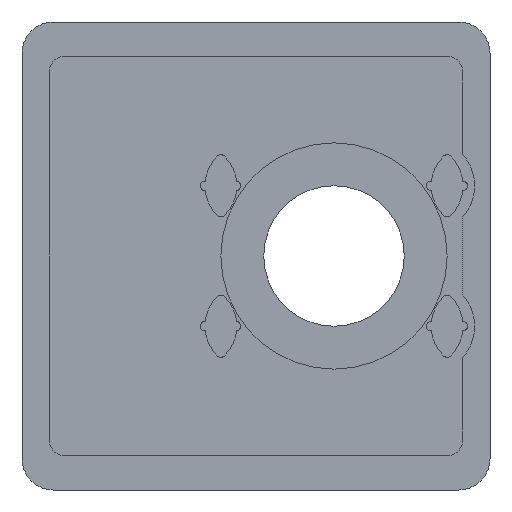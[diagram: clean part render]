
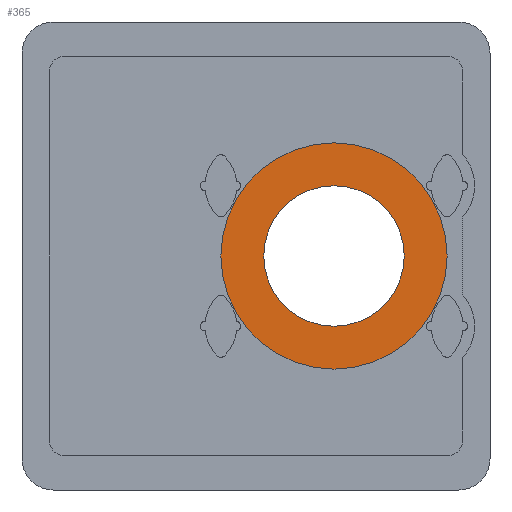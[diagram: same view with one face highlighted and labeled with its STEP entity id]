
A CAD part, left-side view. The second image highlights one B-rep face of the part: STEP entity #365.
In plain terms, the highlighted planar face has unit normal (-1, 0, 0).
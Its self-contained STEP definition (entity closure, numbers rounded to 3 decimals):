
#29 = FACE_OUTER_BOUND ( 'NONE', #286, .T. ) ;
#72 = CARTESIAN_POINT ( 'NONE',  ( 0., 7.25, 0. ) ) ;
#92 = ORIENTED_EDGE ( 'NONE', *, *, #676, .T. ) ;
#274 = DIRECTION ( 'NONE',  ( 1., 0., 0. ) ) ;
#286 = EDGE_LOOP ( 'NONE', ( #1937, #1005 ) ) ;
#365 = ADVANCED_FACE ( 'NONE', ( #29, #1219 ), #1645, .F. ) ;
#443 = CIRCLE ( 'NONE', #1954, 4.5 ) ;
#493 = DIRECTION ( 'NONE',  ( 0., -1., 0. ) ) ;
#656 = AXIS2_PLACEMENT_3D ( 'NONE', #1389, #2185, #1402 ) ;
#676 = EDGE_CURVE ( 'NONE', #843, #969, #1190, .T. ) ;
#765 = EDGE_CURVE ( 'NONE', #1445, #934, #2171, .T. ) ;
#802 = DIRECTION ( 'NONE',  ( 0., 1., 0. ) ) ;
#822 = DIRECTION ( 'NONE',  ( 1., 0., 0. ) ) ;
#843 = VERTEX_POINT ( 'NONE', #1206 ) ;
#852 = EDGE_CURVE ( 'NONE', #969, #843, #443, .T. ) ;
#934 = VERTEX_POINT ( 'NONE', #2361 ) ;
#969 = VERTEX_POINT ( 'NONE', #1387 ) ;
#976 = AXIS2_PLACEMENT_3D ( 'NONE', #2183, #1791, #493 ) ;
#1005 = ORIENTED_EDGE ( 'NONE', *, *, #765, .T. ) ;
#1055 = EDGE_CURVE ( 'NONE', #934, #1445, #1876, .T. ) ;
#1097 = CARTESIAN_POINT ( 'NONE',  ( 0., 0., 0. ) ) ;
#1180 = ORIENTED_EDGE ( 'NONE', *, *, #852, .T. ) ;
#1190 = CIRCLE ( 'NONE', #1569, 4.5 ) ;
#1206 = CARTESIAN_POINT ( 'NONE',  ( 0., 4.5, 0. ) ) ;
#1219 = FACE_BOUND ( 'NONE', #1697, .T. ) ;
#1261 = CARTESIAN_POINT ( 'NONE',  ( 0., -7.975, -7.975 ) ) ;
#1277 = DIRECTION ( 'NONE',  ( 0., 1., 0. ) ) ;
#1387 = CARTESIAN_POINT ( 'NONE',  ( 0., -4.5, 0. ) ) ;
#1389 = CARTESIAN_POINT ( 'NONE',  ( 0., 0., 0. ) ) ;
#1402 = DIRECTION ( 'NONE',  ( 0., -1., 0. ) ) ;
#1445 = VERTEX_POINT ( 'NONE', #72 ) ;
#1569 = AXIS2_PLACEMENT_3D ( 'NONE', #1097, #2422, #1277 ) ;
#1645 = PLANE ( 'NONE',  #1779 ) ;
#1697 = EDGE_LOOP ( 'NONE', ( #92, #1180 ) ) ;
#1779 = AXIS2_PLACEMENT_3D ( 'NONE', #1261, #274, #2270 ) ;
#1791 = DIRECTION ( 'NONE',  ( -1., 0., 0. ) ) ;
#1876 = CIRCLE ( 'NONE', #976, 7.25 ) ;
#1937 = ORIENTED_EDGE ( 'NONE', *, *, #1055, .T. ) ;
#1954 = AXIS2_PLACEMENT_3D ( 'NONE', #1956, #822, #802 ) ;
#1956 = CARTESIAN_POINT ( 'NONE',  ( 0., 0., 0. ) ) ;
#2171 = CIRCLE ( 'NONE', #656, 7.25 ) ;
#2183 = CARTESIAN_POINT ( 'NONE',  ( 0., 0., 0. ) ) ;
#2185 = DIRECTION ( 'NONE',  ( -1., 0., 0. ) ) ;
#2270 = DIRECTION ( 'NONE',  ( 0., 1., 0. ) ) ;
#2361 = CARTESIAN_POINT ( 'NONE',  ( 0., -7.25, 0. ) ) ;
#2422 = DIRECTION ( 'NONE',  ( 1., 0., 0. ) ) ;
